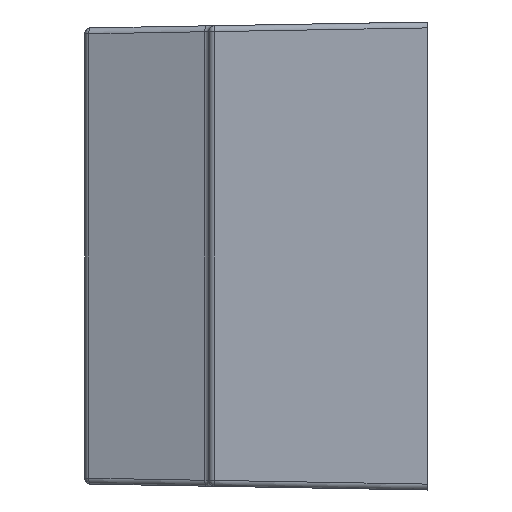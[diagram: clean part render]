
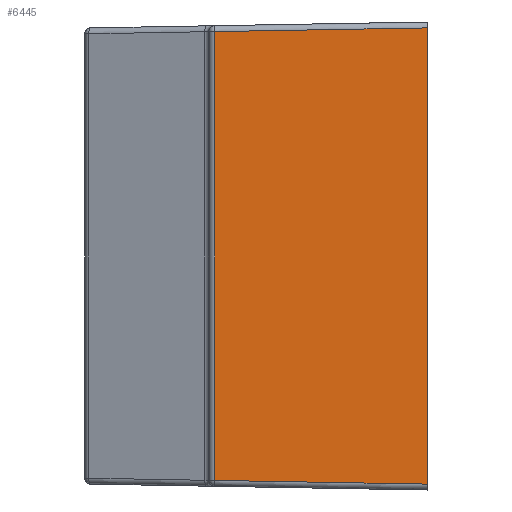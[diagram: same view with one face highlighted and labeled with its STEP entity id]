
A CAD part, left-side view. The second image highlights one B-rep face of the part: STEP entity #6445.
In plain terms, the highlighted planar face has unit normal (-1, 0.018, 0).
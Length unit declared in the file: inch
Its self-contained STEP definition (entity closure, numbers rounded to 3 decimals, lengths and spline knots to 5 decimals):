
#180 = DIRECTION ( 'NONE',  ( 0., 0., 1. ) ) ;
#447 = FACE_OUTER_BOUND ( 'NONE', #7633, .T. ) ;
#928 = EDGE_CURVE ( 'NONE', #1820, #4794, #4448, .T. ) ;
#982 = VECTOR ( 'NONE', #3404, 39.37008 ) ;
#1037 = DIRECTION ( 'NONE',  ( -1., 0.017, 0. ) ) ;
#1165 = EDGE_CURVE ( 'NONE', #4397, #6279, #6034, .T. ) ;
#1322 = LINE ( 'NONE', #3536, #4874 ) ;
#1820 = VERTEX_POINT ( 'NONE', #5824 ) ;
#1878 = EDGE_CURVE ( 'NONE', #6279, #1820, #6133, .T. ) ;
#2354 = CARTESIAN_POINT ( 'NONE',  ( -0.6272, 0.06911, -0.15042 ) ) ;
#2488 = ORIENTED_EDGE ( 'NONE', *, *, #4052, .T. ) ;
#2780 = CARTESIAN_POINT ( 'NONE',  ( -0.62704, 0.07832, -0.15026 ) ) ;
#3138 = VECTOR ( 'NONE', #180, 39.37008 ) ;
#3404 = DIRECTION ( 'NONE',  ( -0.017, -1., -0.017 ) ) ;
#3536 = CARTESIAN_POINT ( 'NONE',  ( -0.6272, 0.06911, -0.15431 ) ) ;
#4052 = EDGE_CURVE ( 'NONE', #4794, #4397, #1322, .T. ) ;
#4291 = AXIS2_PLACEMENT_3D ( 'NONE', #6705, #1037, #5456 ) ;
#4397 = VERTEX_POINT ( 'NONE', #2354 ) ;
#4448 = LINE ( 'NONE', #5217, #5936 ) ;
#4794 = VERTEX_POINT ( 'NONE', #7320 ) ;
#4874 = VECTOR ( 'NONE', #8010, 39.37008 ) ;
#5217 = CARTESIAN_POINT ( 'NONE',  ( -0.62714, 0.07293, 0.15036 ) ) ;
#5409 = ORIENTED_EDGE ( 'NONE', *, *, #1878, .T. ) ;
#5456 = DIRECTION ( 'NONE',  ( -0.017, -1., 0. ) ) ;
#5488 = CARTESIAN_POINT ( 'NONE',  ( -0.62969, -0.0734, -0.15291 ) ) ;
#5824 = CARTESIAN_POINT ( 'NONE',  ( -0.62969, -0.0734, 0.15291 ) ) ;
#5936 = VECTOR ( 'NONE', #5952, 39.37008 ) ;
#5952 = DIRECTION ( 'NONE',  ( 0.017, 1., -0.017 ) ) ;
#6034 = LINE ( 'NONE', #2780, #982 ) ;
#6133 = LINE ( 'NONE', #6570, #3138 ) ;
#6279 = VERTEX_POINT ( 'NONE', #5488 ) ;
#6316 = ORIENTED_EDGE ( 'NONE', *, *, #928, .T. ) ;
#6445 = ADVANCED_FACE ( 'NONE', ( #447 ), #7341, .T. ) ;
#6570 = CARTESIAN_POINT ( 'NONE',  ( -0.62969, -0.0734, 0.15431 ) ) ;
#6705 = CARTESIAN_POINT ( 'NONE',  ( -0.62714, 0.073, 0.15431 ) ) ;
#6901 = ORIENTED_EDGE ( 'NONE', *, *, #1165, .T. ) ;
#7320 = CARTESIAN_POINT ( 'NONE',  ( -0.6272, 0.06911, 0.15042 ) ) ;
#7341 = PLANE ( 'NONE',  #4291 ) ;
#7633 = EDGE_LOOP ( 'NONE', ( #5409, #6316, #2488, #6901 ) ) ;
#8010 = DIRECTION ( 'NONE',  ( 0., 0., -1. ) ) ;
